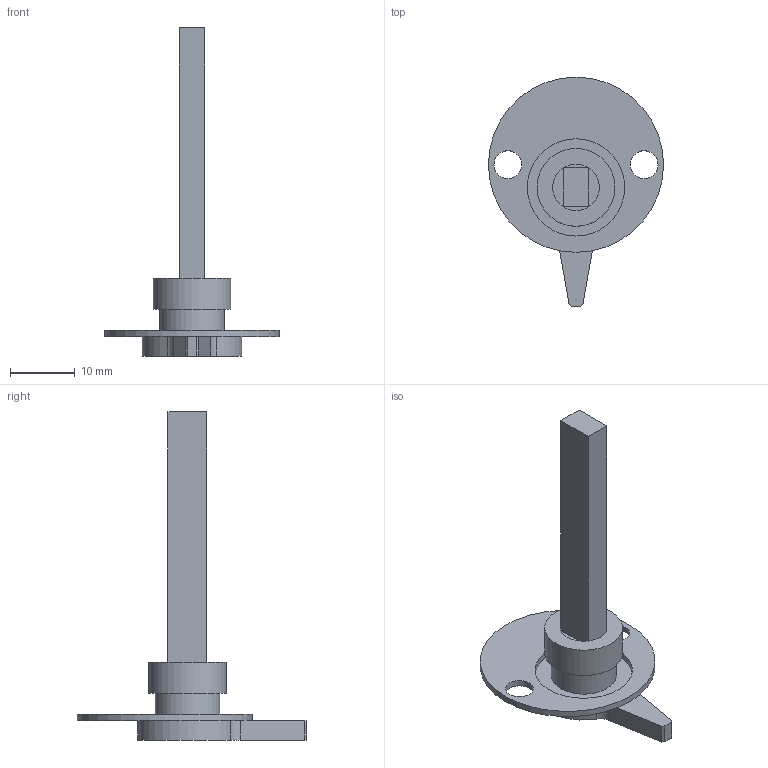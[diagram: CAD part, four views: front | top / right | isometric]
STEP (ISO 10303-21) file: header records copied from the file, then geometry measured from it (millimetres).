
FILE_DESCRIPTION(/* description */ (''),/* implementation_level */ '2;1');
FILE_NAME(/* name */ '22_stp.stp',/* time_stamp */ '2019-04-30T11:51:55+08:00',/* author */ (''),/* organization */ (''),/* preprocessor_version */ 'ST-DEVELOPER v16',/* originating_system */ 'SIEMENS PLM Software NX 11.0',/* authorisation */ '');
FILE_SCHEMA (('AP203_CONFIGURATION_CONTROLLED_3D_DESIGN_OF_MECHANICAL_PARTS_AND_ASSEMBLIES_MIM_LF { 1 0 10303 403 2 1 2}'));
Length unit declared in the file: millimetre
Products named in the file (1): Admi1318A95Er1g6
Bounding box: 27 x 35.4 x 50.6 mm (x, y, z)
Volume: 2957.2 mm3; surface area: 3519 mm2
Topology: 4 solids, 4 shells, 47 faces, 105 edges, 69 vertices
Faces by surface type: plane 28, cylinder 19
Full cylindrical faces by diameter (mm): 4.3 x2, 7.181 x1, 9 x1, 10 x1, 12 x1, 15 x1, 27 x1
Entity records: 1411 total; most frequent: DIRECTION 232, CARTESIAN_POINT 213, ORIENTED_EDGE 192, EDGE_CURVE 96, AXIS2_PLACEMENT_3D 87, VERTEX_POINT 68, EDGE_LOOP 66, LINE 58
